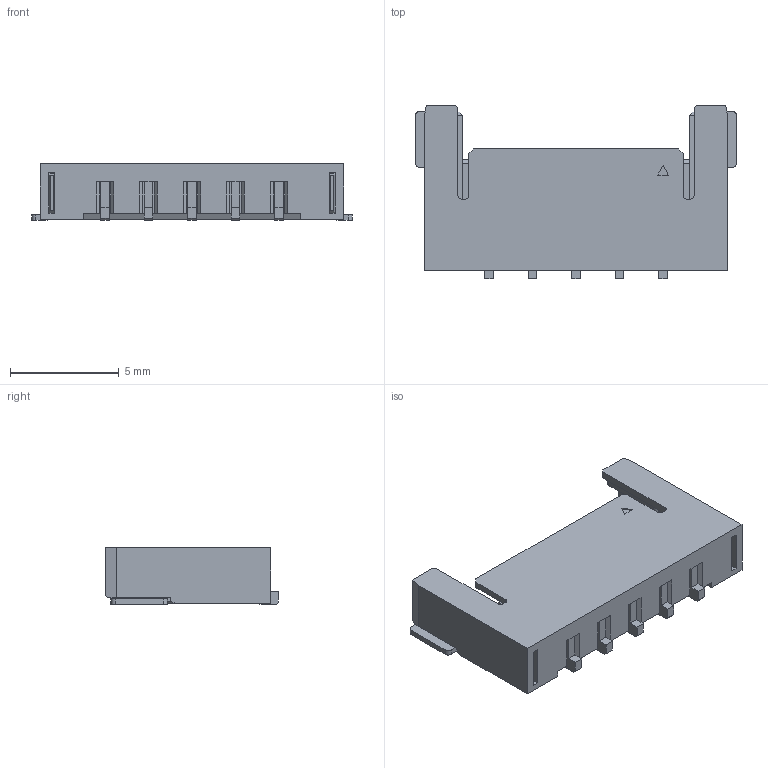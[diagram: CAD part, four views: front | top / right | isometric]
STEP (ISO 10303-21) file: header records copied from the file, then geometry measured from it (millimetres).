
FILE_DESCRIPTION((''),'2;1');
FILE_NAME('2053380005','2020-06-17T',('gga'),(''),'PRO/ENGINEER BY PARAMETRIC TECHNOLOGY CORPORATION, 2016010','PRO/ENGINEER BY PARAMETRIC TECHNOLOGY CORPORATION, 2016010','');
FILE_SCHEMA(('CONFIG_CONTROL_DESIGN'));
Length unit declared in the file: millimetre
Products named in the file (1): 2053380005
Bounding box: 14.75 x 7.95 x 2.6 mm (x, y, z)
Volume: 124.1 mm3; surface area: 537.1 mm2
Topology: 1 solids, 1 shells, 348 faces, 1043 edges, 684 vertices
Faces by surface type: plane 284, cylinder 54, sphere 10
Entity records: 11549 total; most frequent: CARTESIAN_POINT 2048, ORIENTED_EDGE 2030, DIRECTION 1849, EDGE_CURVE 1015, VECTOR 935, LINE 935, VERTEX_POINT 656, AXIS2_PLACEMENT_3D 457
